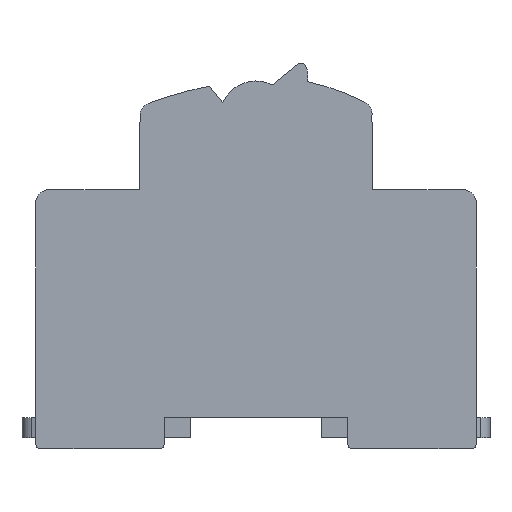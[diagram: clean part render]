
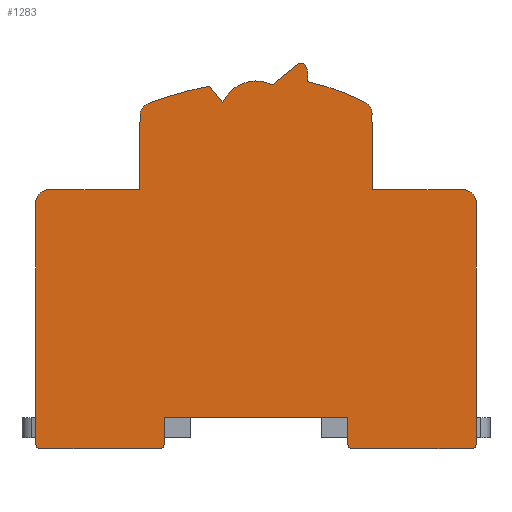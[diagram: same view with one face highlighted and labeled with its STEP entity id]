
A CAD part, left-side view. The second image highlights one B-rep face of the part: STEP entity #1283.
In plain terms, the highlighted planar face has unit normal (-1, 0, 0).
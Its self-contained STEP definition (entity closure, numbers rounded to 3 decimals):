
#268=AXIS2_PLACEMENT_3D('Circle Axis2P3D',#266,#267,$) ;
#316=AXIS2_PLACEMENT_3D('Circle Axis2P3D',#314,#315,$) ;
#522=AXIS2_PLACEMENT_3D('Circle Axis2P3D',#520,#521,$) ;
#565=AXIS2_PLACEMENT_3D('Circle Axis2P3D',#563,#564,$) ;
#748=AXIS2_PLACEMENT_3D('Circle Axis2P3D',#746,#747,$) ;
#838=AXIS2_PLACEMENT_3D('Circle Axis2P3D',#836,#837,$) ;
#862=AXIS2_PLACEMENT_3D('Circle Axis2P3D',#860,#861,$) ;
#886=AXIS2_PLACEMENT_3D('Circle Axis2P3D',#884,#885,$) ;
#910=AXIS2_PLACEMENT_3D('Circle Axis2P3D',#908,#909,$) ;
#958=AXIS2_PLACEMENT_3D('Circle Axis2P3D',#956,#957,$) ;
#1006=AXIS2_PLACEMENT_3D('Circle Axis2P3D',#1004,#1005,$) ;
#1030=AXIS2_PLACEMENT_3D('Circle Axis2P3D',#1028,#1029,$) ;
#1115=AXIS2_PLACEMENT_3D('Circle Axis2P3D',#1113,#1114,$) ;
#1253=AXIS2_PLACEMENT_3D('Plane Axis2P3D',#1250,#1251,#1252) ;
#256=CARTESIAN_POINT('Vertex',(-8.9,42.5,-63.)) ;
#263=CARTESIAN_POINT('Vertex',(-8.9,41.5,-64.)) ;
#266=CARTESIAN_POINT('Axis2P3D Location',(-8.9,41.5,-63.)) ;
#283=CARTESIAN_POINT('Line Origine',(-8.9,30.1,-64.)) ;
#287=CARTESIAN_POINT('Vertex',(-8.9,18.7,-64.)) ;
#311=CARTESIAN_POINT('Vertex',(-8.9,17.7,-63.)) ;
#314=CARTESIAN_POINT('Axis2P3D Location',(-8.9,18.7,-63.)) ;
#337=CARTESIAN_POINT('Vertex',(-8.9,17.7,-58.)) ;
#340=CARTESIAN_POINT('Line Origine',(-8.9,17.7,-60.5)) ;
#419=CARTESIAN_POINT('Vertex',(-8.9,-17.7,-58.)) ;
#422=CARTESIAN_POINT('Line Origine',(-8.9,0.,-58.)) ;
#489=CARTESIAN_POINT('Vertex',(-8.9,-17.7,-63.)) ;
#492=CARTESIAN_POINT('Line Origine',(-8.9,-17.7,-60.5)) ;
#517=CARTESIAN_POINT('Vertex',(-8.9,-18.7,-64.)) ;
#520=CARTESIAN_POINT('Axis2P3D Location',(-8.9,-18.7,-63.)) ;
#532=CARTESIAN_POINT('Line Origine',(-8.9,-30.1,-64.)) ;
#536=CARTESIAN_POINT('Vertex',(-8.9,-41.5,-64.)) ;
#560=CARTESIAN_POINT('Vertex',(-8.9,-42.5,-63.)) ;
#563=CARTESIAN_POINT('Axis2P3D Location',(-8.9,-41.5,-63.)) ;
#580=CARTESIAN_POINT('Line Origine',(-8.9,-42.5,-39.75)) ;
#584=CARTESIAN_POINT('Vertex',(-8.9,-42.5,-16.5)) ;
#743=CARTESIAN_POINT('Vertex',(-8.9,-40.,-14.)) ;
#746=CARTESIAN_POINT('Axis2P3D Location',(-8.9,-40.,-16.5)) ;
#767=CARTESIAN_POINT('Vertex',(-8.9,-22.5,-14.)) ;
#770=CARTESIAN_POINT('Line Origine',(-8.9,-31.25,-14.)) ;
#809=CARTESIAN_POINT('Vertex',(-8.9,-22.375,0.326)) ;
#812=CARTESIAN_POINT('Line Origine',(-8.9,-22.437,-6.837)) ;
#833=CARTESIAN_POINT('Vertex',(-8.9,-21.034,2.907)) ;
#836=CARTESIAN_POINT('Axis2P3D Location',(-8.9,-19.9,0.679)) ;
#857=CARTESIAN_POINT('Vertex',(-8.9,-9.861,6.883)) ;
#860=CARTESIAN_POINT('Axis2P3D Location',(-8.9,-0.122,-38.177)) ;
#881=CARTESIAN_POINT('Vertex',(-8.9,-9.631,9.848)) ;
#884=CARTESIAN_POINT('Axis2P3D Location',(-8.9,-5.511,8.038)) ;
#905=CARTESIAN_POINT('Vertex',(-8.9,-8.087,10.223)) ;
#908=CARTESIAN_POINT('Axis2P3D Location',(-8.9,-8.716,9.445)) ;
#929=CARTESIAN_POINT('Vertex',(-8.9,-3.165,6.244)) ;
#932=CARTESIAN_POINT('Line Origine',(-8.9,-5.626,8.233)) ;
#953=CARTESIAN_POINT('Vertex',(-8.9,6.405,2.824)) ;
#956=CARTESIAN_POINT('Axis2P3D Location',(-8.9,0.,0.)) ;
#977=CARTESIAN_POINT('Vertex',(-8.9,8.977,6.)) ;
#980=CARTESIAN_POINT('Line Origine',(-8.9,7.691,4.412)) ;
#1001=CARTESIAN_POINT('Vertex',(-8.9,20.786,2.675)) ;
#1004=CARTESIAN_POINT('Axis2P3D Location',(-8.9,-4.014,-62.784)) ;
#1025=CARTESIAN_POINT('Vertex',(-8.9,22.372,0.717)) ;
#1028=CARTESIAN_POINT('Axis2P3D Location',(-8.9,19.901,0.337)) ;
#1045=CARTESIAN_POINT('Line Origine',(-8.9,22.436,-6.641)) ;
#1049=CARTESIAN_POINT('Vertex',(-8.9,22.5,-14.)) ;
#1068=CARTESIAN_POINT('Vertex',(-8.9,40.,-14.)) ;
#1071=CARTESIAN_POINT('Line Origine',(-8.9,31.25,-14.)) ;
#1110=CARTESIAN_POINT('Vertex',(-8.9,42.5,-16.5)) ;
#1113=CARTESIAN_POINT('Axis2P3D Location',(-8.9,40.,-16.5)) ;
#1130=CARTESIAN_POINT('Line Origine',(-8.9,42.5,-39.75)) ;
#1250=CARTESIAN_POINT('Axis2P3D Location',(-8.9,0.,0.)) ;
#267=DIRECTION('Axis2P3D Direction',(-1.,0.,0.)) ;
#284=DIRECTION('Vector Direction',(0.,1.,0.)) ;
#315=DIRECTION('Axis2P3D Direction',(-1.,0.,0.)) ;
#341=DIRECTION('Vector Direction',(0.,0.,1.)) ;
#423=DIRECTION('Vector Direction',(0.,-1.,0.)) ;
#493=DIRECTION('Vector Direction',(0.,0.,1.)) ;
#521=DIRECTION('Axis2P3D Direction',(-1.,0.,0.)) ;
#533=DIRECTION('Vector Direction',(0.,1.,0.)) ;
#564=DIRECTION('Axis2P3D Direction',(-1.,0.,0.)) ;
#581=DIRECTION('Vector Direction',(0.,0.,-1.)) ;
#747=DIRECTION('Axis2P3D Direction',(-1.,0.,0.)) ;
#771=DIRECTION('Vector Direction',(0.,1.,0.)) ;
#813=DIRECTION('Vector Direction',(0.,0.009,1.)) ;
#837=DIRECTION('Axis2P3D Direction',(-1.,0.,0.)) ;
#861=DIRECTION('Axis2P3D Direction',(-1.,0.,0.)) ;
#885=DIRECTION('Axis2P3D Direction',(-1.,0.,0.)) ;
#909=DIRECTION('Axis2P3D Direction',(-1.,0.,0.)) ;
#933=DIRECTION('Vector Direction',(0.,0.778,-0.629)) ;
#957=DIRECTION('Axis2P3D Direction',(-1.,0.,0.)) ;
#981=DIRECTION('Vector Direction',(0.,0.629,0.777)) ;
#1005=DIRECTION('Axis2P3D Direction',(-1.,0.,0.)) ;
#1029=DIRECTION('Axis2P3D Direction',(-1.,0.,0.)) ;
#1046=DIRECTION('Vector Direction',(0.,-0.009,1.)) ;
#1072=DIRECTION('Vector Direction',(0.,1.,0.)) ;
#1114=DIRECTION('Axis2P3D Direction',(-1.,0.,0.)) ;
#1131=DIRECTION('Vector Direction',(0.,0.,-1.)) ;
#1251=DIRECTION('Axis2P3D Direction',(-1.,0.,0.)) ;
#1252=DIRECTION('Axis2P3D XDirection',(0.,0.,-1.)) ;
#285=VECTOR('Line Direction',#284,1.) ;
#342=VECTOR('Line Direction',#341,1.) ;
#424=VECTOR('Line Direction',#423,1.) ;
#494=VECTOR('Line Direction',#493,1.) ;
#534=VECTOR('Line Direction',#533,1.) ;
#582=VECTOR('Line Direction',#581,1.) ;
#772=VECTOR('Line Direction',#771,1.) ;
#814=VECTOR('Line Direction',#813,1.) ;
#934=VECTOR('Line Direction',#933,1.) ;
#982=VECTOR('Line Direction',#981,1.) ;
#1047=VECTOR('Line Direction',#1046,1.) ;
#1073=VECTOR('Line Direction',#1072,1.) ;
#1132=VECTOR('Line Direction',#1131,1.) ;
#1256=ORIENTED_EDGE('',*,*,#1134,.T.) ;
#1257=ORIENTED_EDGE('',*,*,#270,.T.) ;
#1258=ORIENTED_EDGE('',*,*,#289,.F.) ;
#1259=ORIENTED_EDGE('',*,*,#318,.T.) ;
#1260=ORIENTED_EDGE('',*,*,#344,.T.) ;
#1261=ORIENTED_EDGE('',*,*,#426,.T.) ;
#1262=ORIENTED_EDGE('',*,*,#496,.F.) ;
#1263=ORIENTED_EDGE('',*,*,#524,.T.) ;
#1264=ORIENTED_EDGE('',*,*,#538,.F.) ;
#1265=ORIENTED_EDGE('',*,*,#567,.T.) ;
#1266=ORIENTED_EDGE('',*,*,#586,.F.) ;
#1267=ORIENTED_EDGE('',*,*,#750,.T.) ;
#1268=ORIENTED_EDGE('',*,*,#774,.T.) ;
#1269=ORIENTED_EDGE('',*,*,#816,.T.) ;
#1270=ORIENTED_EDGE('',*,*,#840,.T.) ;
#1271=ORIENTED_EDGE('',*,*,#864,.T.) ;
#1272=ORIENTED_EDGE('',*,*,#888,.T.) ;
#1273=ORIENTED_EDGE('',*,*,#912,.T.) ;
#1274=ORIENTED_EDGE('',*,*,#936,.T.) ;
#1275=ORIENTED_EDGE('',*,*,#960,.T.) ;
#1276=ORIENTED_EDGE('',*,*,#984,.T.) ;
#1277=ORIENTED_EDGE('',*,*,#1008,.T.) ;
#1278=ORIENTED_EDGE('',*,*,#1032,.T.) ;
#1279=ORIENTED_EDGE('',*,*,#1051,.F.) ;
#1280=ORIENTED_EDGE('',*,*,#1075,.T.) ;
#1281=ORIENTED_EDGE('',*,*,#1117,.T.) ;
#1283=ADVANCED_FACE('PartBody',(#1282),#1254,.T.) ;
#269=CIRCLE('generated circle',#268,1.) ;
#317=CIRCLE('generated circle',#316,1.) ;
#523=CIRCLE('generated circle',#522,1.) ;
#566=CIRCLE('generated circle',#565,1.) ;
#749=CIRCLE('generated circle',#748,2.5) ;
#839=CIRCLE('generated circle',#838,2.5) ;
#863=CIRCLE('generated circle',#862,46.1) ;
#887=CIRCLE('generated circle',#886,4.5) ;
#911=CIRCLE('generated circle',#910,1.) ;
#959=CIRCLE('generated circle',#958,7.) ;
#1007=CIRCLE('generated circle',#1006,70.) ;
#1031=CIRCLE('generated circle',#1030,2.5) ;
#1116=CIRCLE('generated circle',#1115,2.5) ;
#270=EDGE_CURVE('',#257,#264,#269,.T.) ;
#289=EDGE_CURVE('',#288,#264,#286,.T.) ;
#318=EDGE_CURVE('',#288,#312,#317,.T.) ;
#344=EDGE_CURVE('',#312,#338,#343,.T.) ;
#426=EDGE_CURVE('',#338,#420,#425,.T.) ;
#496=EDGE_CURVE('',#490,#420,#495,.T.) ;
#524=EDGE_CURVE('',#490,#518,#523,.T.) ;
#538=EDGE_CURVE('',#537,#518,#535,.T.) ;
#567=EDGE_CURVE('',#537,#561,#566,.T.) ;
#586=EDGE_CURVE('',#585,#561,#583,.T.) ;
#750=EDGE_CURVE('',#585,#744,#749,.T.) ;
#774=EDGE_CURVE('',#744,#768,#773,.T.) ;
#816=EDGE_CURVE('',#768,#810,#815,.T.) ;
#840=EDGE_CURVE('',#810,#834,#839,.T.) ;
#864=EDGE_CURVE('',#834,#858,#863,.T.) ;
#888=EDGE_CURVE('',#858,#882,#887,.T.) ;
#912=EDGE_CURVE('',#882,#906,#911,.T.) ;
#936=EDGE_CURVE('',#906,#930,#935,.T.) ;
#960=EDGE_CURVE('',#930,#954,#959,.T.) ;
#984=EDGE_CURVE('',#954,#978,#983,.T.) ;
#1008=EDGE_CURVE('',#978,#1002,#1007,.T.) ;
#1032=EDGE_CURVE('',#1002,#1026,#1031,.T.) ;
#1051=EDGE_CURVE('',#1050,#1026,#1048,.T.) ;
#1075=EDGE_CURVE('',#1050,#1069,#1074,.T.) ;
#1117=EDGE_CURVE('',#1069,#1111,#1116,.T.) ;
#1134=EDGE_CURVE('',#1111,#257,#1133,.T.) ;
#1255=EDGE_LOOP('',(#1256,#1257,#1258,#1259,#1260,#1261,#1262,#1263,#1264,#1265,#1266,#1267,#1268,#1269,#1270,#1271,#1272,#1273,#1274,#1275,#1276,#1277,#1278,#1279,#1280,#1281)) ;
#1282=FACE_OUTER_BOUND('',#1255,.T.) ;
#286=LINE('Line',#283,#285) ;
#343=LINE('Line',#340,#342) ;
#425=LINE('Line',#422,#424) ;
#495=LINE('Line',#492,#494) ;
#535=LINE('Line',#532,#534) ;
#583=LINE('Line',#580,#582) ;
#773=LINE('Line',#770,#772) ;
#815=LINE('Line',#812,#814) ;
#935=LINE('Line',#932,#934) ;
#983=LINE('Line',#980,#982) ;
#1048=LINE('Line',#1045,#1047) ;
#1074=LINE('Line',#1071,#1073) ;
#1133=LINE('Line',#1130,#1132) ;
#1254=PLANE('',#1253) ;
#257=VERTEX_POINT('',#256) ;
#264=VERTEX_POINT('',#263) ;
#288=VERTEX_POINT('',#287) ;
#312=VERTEX_POINT('',#311) ;
#338=VERTEX_POINT('',#337) ;
#420=VERTEX_POINT('',#419) ;
#490=VERTEX_POINT('',#489) ;
#518=VERTEX_POINT('',#517) ;
#537=VERTEX_POINT('',#536) ;
#561=VERTEX_POINT('',#560) ;
#585=VERTEX_POINT('',#584) ;
#744=VERTEX_POINT('',#743) ;
#768=VERTEX_POINT('',#767) ;
#810=VERTEX_POINT('',#809) ;
#834=VERTEX_POINT('',#833) ;
#858=VERTEX_POINT('',#857) ;
#882=VERTEX_POINT('',#881) ;
#906=VERTEX_POINT('',#905) ;
#930=VERTEX_POINT('',#929) ;
#954=VERTEX_POINT('',#953) ;
#978=VERTEX_POINT('',#977) ;
#1002=VERTEX_POINT('',#1001) ;
#1026=VERTEX_POINT('',#1025) ;
#1050=VERTEX_POINT('',#1049) ;
#1069=VERTEX_POINT('',#1068) ;
#1111=VERTEX_POINT('',#1110) ;
